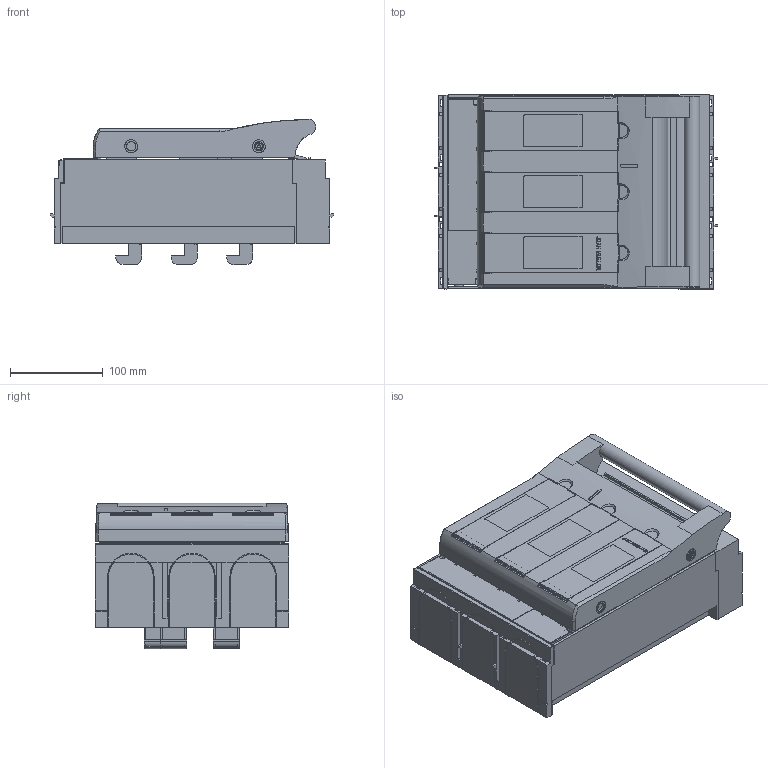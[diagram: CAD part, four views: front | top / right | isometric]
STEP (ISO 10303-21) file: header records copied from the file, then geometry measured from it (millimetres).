
FILE_DESCRIPTION(('CATIA V5 STEP'),'2;1');
FILE_NAME('T201556000_L_NH-Reiter-Sicherungslasttrennschalter_KETO-2-3_60_Aou_R300.stp','2016-08-19T12:01:49+00:00',('none'),('Jean Müller GmbH'),'CATIA Version 5 Release 19 SP 9 (IN-10)','CATIA V5 STEP AP214','none');
FILE_SCHEMA(('AUTOMOTIVE_DESIGN { 1 0 10303 214 1 1 1 1 }'));
Products named in the file (18): T201556000_L_Reiter-NH-Sicherungslasttrennschalter KETO-2-3/60/Aou/R300; 34204_L_Frontplatte Gr2_3-polig; 34208_L_Scheibe Gr.1; 34236_L01_Schutzabdeckung oben Gr2_3-polig; 34237_L_Schutzabdeckung unten Gr2_3-polig; 158643_L_Anschlussschiene L2 Tr Gr2; 158644_L_Anschlussschiene L3 Tr Gr2; 34235_L_Trennergehaeuse Gr2_3-polig; 158641_L_Anschlusslasche Trenner; 5491_05_Klemmbuegel kpl; 34213_L_SK-Montagehaube; 158642_L_Anschlussschiene L1 Tr Gr2; 34208_L01_Scheibe Gr1; 85936_Rahmenklemme 95-300²; 85880_K01_Rahmenklemme 95-300²; 85880_K02_Rahmenklemme 95-300²; 85880_K03_Rahmenklemme 95-300²; 85880_K04_Rahmenklemme 95-300²
Assembly tree (24 placements, depth 3):
  T201556000_L_Reiter-NH-Sicherungslasttrennschalter KETO-2-3/60/Aou/R300
    34204_L_Frontplatte Gr2_3-polig
    34208_L_Scheibe Gr.1  x2
    34236_L01_Schutzabdeckung oben Gr2_3-polig
    34237_L_Schutzabdeckung unten Gr2_3-polig
    158643_L_Anschlussschiene L2 Tr Gr2
    158644_L_Anschlussschiene L3 Tr Gr2
    34235_L_Trennergehaeuse Gr2_3-polig
    158641_L_Anschlusslasche Trenner  x3
    5491_05_Klemmbuegel kpl  x3
      34213_L_SK-Montagehaube
    158642_L_Anschlussschiene L1 Tr Gr2
    34208_L01_Scheibe Gr1
    85936_Rahmenklemme 95-300²  x3
      85880_K01_Rahmenklemme 95-300²
      85880_K02_Rahmenklemme 95-300²
      85880_K03_Rahmenklemme 95-300²
      85880_K04_Rahmenklemme 95-300²
Bounding box: 306.2 x 209.5 x 157.31 mm (x, y, z)
Volume: 2378765.1 mm3; surface area: 911449.8 mm2
Topology: 28 solids, 29 shells, 3169 faces, 9069 edges, 5897 vertices
Faces by surface type: plane 2324, cylinder 564, revolution 168, cone 54, bspline 51, sphere 8
Entity records: 72732 total; most frequent: CARTESIAN_POINT 16526, ORIENTED_EDGE 12432, DIRECTION 8448, EDGE_CURVE 6216, VECTOR 4902, LINE 4902, VERTEX_POINT 4079, EDGE_LOOP 2237
